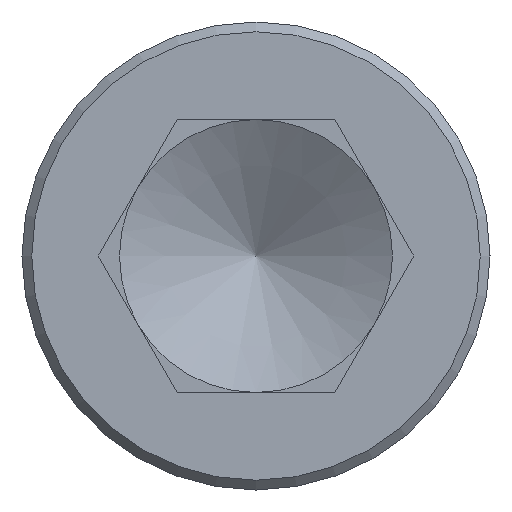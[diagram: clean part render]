
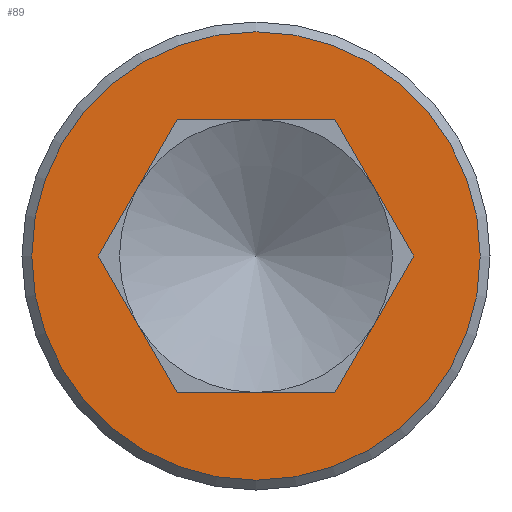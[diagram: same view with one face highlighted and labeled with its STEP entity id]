
A CAD part, left-side view. The second image highlights one B-rep face of the part: STEP entity #89.
In plain terms, the highlighted planar face has unit normal (-1, 0, 0).
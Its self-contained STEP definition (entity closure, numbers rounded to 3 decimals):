
#89 = ADVANCED_FACE( '', ( #186, #187 ), #188, .F. );
#186 = FACE_OUTER_BOUND( '', #280, .T. );
#187 = FACE_BOUND( '', #281, .T. );
#188 = PLANE( '', #282 );
#280 = EDGE_LOOP( '', ( #443 ) );
#281 = EDGE_LOOP( '', ( #444, #445, #446, #447, #448, #449 ) );
#282 = AXIS2_PLACEMENT_3D( '', #450, #451, #452 );
#443 = ORIENTED_EDGE( '', *, *, #534, .F. );
#444 = ORIENTED_EDGE( '', *, *, #527, .T. );
#445 = ORIENTED_EDGE( '', *, *, #531, .T. );
#446 = ORIENTED_EDGE( '', *, *, #541, .T. );
#447 = ORIENTED_EDGE( '', *, *, #538, .T. );
#448 = ORIENTED_EDGE( '', *, *, #484, .T. );
#449 = ORIENTED_EDGE( '', *, *, #501, .T. );
#450 = CARTESIAN_POINT( '', ( 0., 0., 0. ) );
#451 = DIRECTION( '', ( 1., 0., 0. ) );
#452 = DIRECTION( '', ( 0., 0., -1. ) );
#484 = EDGE_CURVE( '', #553, #554, #555, .T. );
#501 = EDGE_CURVE( '', #554, #581, #582, .T. );
#527 = EDGE_CURVE( '', #581, #617, #618, .T. );
#531 = EDGE_CURVE( '', #617, #622, #623, .T. );
#534 = EDGE_CURVE( '', #626, #626, #627, .T. );
#538 = EDGE_CURVE( '', #631, #553, #632, .T. );
#541 = EDGE_CURVE( '', #622, #631, #635, .T. );
#553 = VERTEX_POINT( '', #648 );
#554 = VERTEX_POINT( '', #649 );
#555 = LINE( '', #650, #651 );
#581 = VERTEX_POINT( '', #681 );
#582 = LINE( '', #682, #683 );
#617 = VERTEX_POINT( '', #728 );
#618 = LINE( '', #729, #730 );
#622 = VERTEX_POINT( '', #736 );
#623 = LINE( '', #737, #738 );
#626 = VERTEX_POINT( '', #742 );
#627 = CIRCLE( '', #743, 11.5 );
#631 = VERTEX_POINT( '', #747 );
#632 = LINE( '', #748, #749 );
#635 = LINE( '', #753, #754 );
#648 = CARTESIAN_POINT( '', ( 0., 4.041, -7. ) );
#649 = CARTESIAN_POINT( '', ( 0., 8.083, 0. ) );
#650 = CARTESIAN_POINT( '', ( 0., 4.041, -7. ) );
#651 = VECTOR( '', #767, 1000. );
#681 = CARTESIAN_POINT( '', ( 0., 4.041, 7. ) );
#682 = CARTESIAN_POINT( '', ( 0., 8.083, 0. ) );
#683 = VECTOR( '', #796, 1000. );
#728 = CARTESIAN_POINT( '', ( 0., -4.041, 7. ) );
#729 = CARTESIAN_POINT( '', ( 0., 4.041, 7. ) );
#730 = VECTOR( '', #822, 1000. );
#736 = CARTESIAN_POINT( '', ( 0., -8.083, 0. ) );
#737 = CARTESIAN_POINT( '', ( 0., -4.041, 7. ) );
#738 = VECTOR( '', #825, 1000. );
#742 = CARTESIAN_POINT( '', ( 0., 0., -11.5 ) );
#743 = AXIS2_PLACEMENT_3D( '', #827, #828, #829 );
#747 = CARTESIAN_POINT( '', ( 0., -4.041, -7. ) );
#748 = CARTESIAN_POINT( '', ( 0., -4.041, -7. ) );
#749 = VECTOR( '', #830, 1000. );
#753 = CARTESIAN_POINT( '', ( 0., -8.083, 0. ) );
#754 = VECTOR( '', #832, 1000. );
#767 = DIRECTION( '', ( 0., 0.5, 0.866 ) );
#796 = DIRECTION( '', ( 0., -0.5, 0.866 ) );
#822 = DIRECTION( '', ( 0., -1., 0. ) );
#825 = DIRECTION( '', ( 0., -0.5, -0.866 ) );
#827 = CARTESIAN_POINT( '', ( 0., 0., 0. ) );
#828 = DIRECTION( '', ( 1., 0., 0. ) );
#829 = DIRECTION( '', ( 0., 0., -1. ) );
#830 = DIRECTION( '', ( 0., 1., 0. ) );
#832 = DIRECTION( '', ( 0., 0.5, -0.866 ) );
